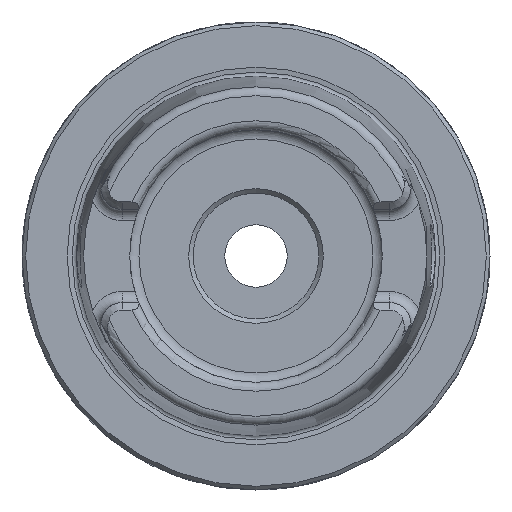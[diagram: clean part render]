
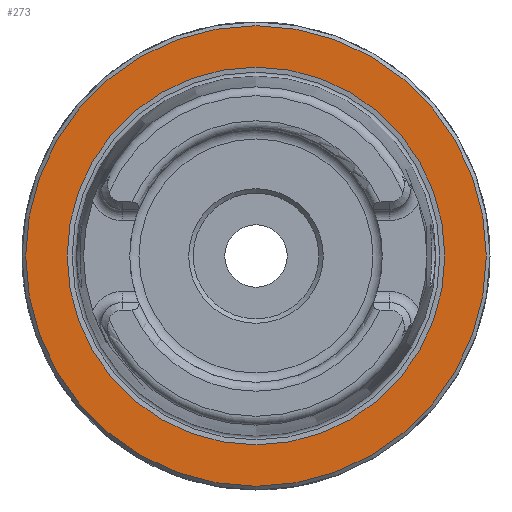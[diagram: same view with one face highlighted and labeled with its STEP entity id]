
A CAD part, left-side view. The second image highlights one B-rep face of the part: STEP entity #273.
In plain terms, the highlighted planar face has unit normal (-1, 0, 0).
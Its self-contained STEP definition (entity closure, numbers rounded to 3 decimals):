
#273 = ADVANCED_FACE( '', ( #638, #639 ), #640, .T. );
#638 = FACE_OUTER_BOUND( '', #1099, .T. );
#639 = FACE_BOUND( '', #1100, .T. );
#640 = PLANE( '', #1101 );
#1099 = EDGE_LOOP( '', ( #1834 ) );
#1100 = EDGE_LOOP( '', ( #1835 ) );
#1101 = AXIS2_PLACEMENT_3D( '', #1836, #1837, #1838 );
#1834 = ORIENTED_EDGE( '', *, *, #2722, .T. );
#1835 = ORIENTED_EDGE( '', *, *, #2624, .F. );
#1836 = CARTESIAN_POINT( '', ( 0., 0., 31. ) );
#1837 = DIRECTION( '', ( -1., 0., 0. ) );
#1838 = DIRECTION( '', ( 0., 0., 1. ) );
#2624 = EDGE_CURVE( '', #3159, #3159, #3160, .T. );
#2722 = EDGE_CURVE( '', #3312, #3312, #3313, .T. );
#3159 = VERTEX_POINT( '', #4526 );
#3160 = CIRCLE( '', #4527, 25.418 );
#3312 = VERTEX_POINT( '', #4802 );
#3313 = CIRCLE( '', #4803, 31. );
#4526 = CARTESIAN_POINT( '', ( 0., 0., 25.418 ) );
#4527 = AXIS2_PLACEMENT_3D( '', #5688, #5689, #5690 );
#4802 = CARTESIAN_POINT( '', ( 0., 0., 31. ) );
#4803 = AXIS2_PLACEMENT_3D( '', #5801, #5802, #5803 );
#5688 = CARTESIAN_POINT( '', ( 0., 0., 0. ) );
#5689 = DIRECTION( '', ( -1., 0., 0. ) );
#5690 = DIRECTION( '', ( 0., 0., 1. ) );
#5801 = CARTESIAN_POINT( '', ( 0., 0., 0. ) );
#5802 = DIRECTION( '', ( -1., 0., 0. ) );
#5803 = DIRECTION( '', ( 0., 0., 1. ) );
